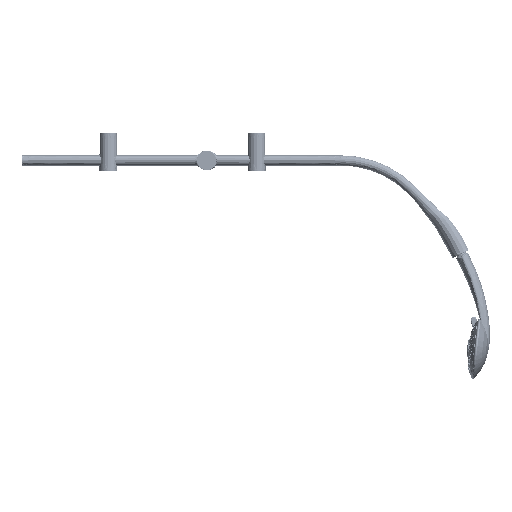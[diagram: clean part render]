
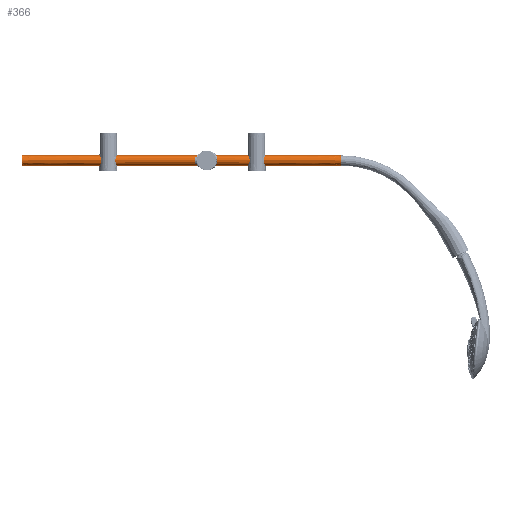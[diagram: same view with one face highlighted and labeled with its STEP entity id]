
A CAD part, top view. The second image highlights one B-rep face of the part: STEP entity #366.
In plain terms, the highlighted free-form (B-spline) face has degree [3, 3] with [9, 4] control points.
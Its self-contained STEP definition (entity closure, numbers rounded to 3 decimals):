
#18=CARTESIAN_POINT('',(0.,10.3,0.));
#19=CARTESIAN_POINT('',(0.,10.3,2.69));
#20=CARTESIAN_POINT('',(0.,8.071,8.071));
#21=CARTESIAN_POINT('',(0.,0.,11.414));
#22=CARTESIAN_POINT('',(0.,-8.071,8.071));
#23=CARTESIAN_POINT('',(0.,-10.3,2.69));
#24=CARTESIAN_POINT('',(0.,-10.3,0.));
#63=DIRECTION('',(-1.,0.,0.));
#64=VECTOR('',#63,645.);
#65=CARTESIAN_POINT('',(645.,-10.3,0.));
#66=LINE('',#65,#64);
#70=DIRECTION('',(-1.,0.,0.));
#71=VECTOR('',#70,645.);
#72=CARTESIAN_POINT('',(645.,10.3,0.));
#73=LINE('',#72,#71);
#96=CARTESIAN_POINT('',(645.,-10.3,0.));
#97=CARTESIAN_POINT('',(645.,-10.3,2.69));
#98=CARTESIAN_POINT('',(645.,-8.071,8.071));
#99=CARTESIAN_POINT('',(645.,0.,11.414));
#100=CARTESIAN_POINT('',(645.,8.071,8.071));
#101=CARTESIAN_POINT('',(645.,10.3,2.69));
#102=CARTESIAN_POINT('',(645.,10.3,0.));
#283=VERTEX_POINT('',#18);
#284=VERTEX_POINT('',#24);
#287=CARTESIAN_POINT('',(645.,10.3,0.));
#288=VERTEX_POINT('',#287);
#289=VERTEX_POINT('',#96);
#320=CARTESIAN_POINT('',(-6.45,10.295,-0.323));
#321=CARTESIAN_POINT('',(212.85,10.295,-0.323));
#322=CARTESIAN_POINT('',(432.15,10.295,-0.323));
#323=CARTESIAN_POINT('',(651.45,10.295,-0.323));
#324=CARTESIAN_POINT('',(-6.45,10.298,-0.215));
#325=CARTESIAN_POINT('',(212.85,10.298,-0.215));
#326=CARTESIAN_POINT('',(432.15,10.298,-0.215));
#327=CARTESIAN_POINT('',(651.45,10.298,-0.215));
#328=CARTESIAN_POINT('',(-6.45,10.345,2.583));
#329=CARTESIAN_POINT('',(212.85,10.345,2.583));
#330=CARTESIAN_POINT('',(432.15,10.345,2.583));
#331=CARTESIAN_POINT('',(651.45,10.345,2.583));
#332=CARTESIAN_POINT('',(-6.45,8.071,8.071));
#333=CARTESIAN_POINT('',(212.85,8.071,8.071));
#334=CARTESIAN_POINT('',(432.15,8.071,8.071));
#335=CARTESIAN_POINT('',(651.45,8.071,8.071));
#336=CARTESIAN_POINT('',(-6.45,0.,11.414));
#337=CARTESIAN_POINT('',(212.85,0.,11.414));
#338=CARTESIAN_POINT('',(432.15,0.,11.414));
#339=CARTESIAN_POINT('',(651.45,0.,11.414));
#340=CARTESIAN_POINT('',(-6.45,-8.071,8.071));
#341=CARTESIAN_POINT('',(212.85,-8.071,8.071));
#342=CARTESIAN_POINT('',(432.15,-8.071,8.071));
#343=CARTESIAN_POINT('',(651.45,-8.071,8.071));
#344=CARTESIAN_POINT('',(-6.45,-10.345,2.583));
#345=CARTESIAN_POINT('',(212.85,-10.345,2.583));
#346=CARTESIAN_POINT('',(432.15,-10.345,2.583));
#347=CARTESIAN_POINT('',(651.45,-10.345,2.583));
#348=CARTESIAN_POINT('',(-6.45,-10.298,-0.215));
#349=CARTESIAN_POINT('',(212.85,-10.298,-0.215));
#350=CARTESIAN_POINT('',(432.15,-10.298,
-0.215));
#351=CARTESIAN_POINT('',(651.45,-10.298,-0.215));
#352=CARTESIAN_POINT('',(-6.45,-10.295,-0.323));
#353=CARTESIAN_POINT('',(212.85,-10.295,-0.323));
#354=CARTESIAN_POINT('',(432.15,-10.295,
-0.323));
#355=CARTESIAN_POINT('',(651.45,-10.295,-0.323));
#356=B_SPLINE_SURFACE_WITH_KNOTS('',3,3,((#320,#321,#322,#323),(#324,#325,#326,
#327),(#328,#329,#330,#331),(#332,#333,#334,#335),(#336,#337,#338,#339),(#340,
#341,#342,#343),(#344,#345,#346,#347),(#348,#349,#350,#351),(#352,#353,#354,
#355)),.UNSPECIFIED.,.F.,.F.,.F.,(4,1,1,1,1,1,4),(4,4),(-0.005,0.,
0.125,0.25,0.375,0.5,0.505),(-0.01,1.01),.UNSPECIFIED.);
#357=ORIENTED_EDGE('',*,*,#307,.F.);
#359=ORIENTED_EDGE('',*,*,#358,.F.);
#361=ORIENTED_EDGE('',*,*,#360,.F.);
#363=ORIENTED_EDGE('',*,*,#362,.T.);
#364=EDGE_LOOP('',(#357,#359,#361,#363));
#365=FACE_OUTER_BOUND('',#364,.F.);
#366=ADVANCED_FACE('',(#365),#356,.T.);
#25=B_SPLINE_CURVE_WITH_KNOTS('',3,(#18,#19,#20,#21,#22,#23,#24),.UNSPECIFIED.,
.F.,.F.,(4,1,1,1,4),(0.,0.25,0.5,0.75,1.),.UNSPECIFIED.);
#103=B_SPLINE_CURVE_WITH_KNOTS('',3,(#96,#97,#98,#99,#100,#101,#102),
.UNSPECIFIED.,.F.,.F.,(4,1,1,1,4),(0.,0.25,0.5,
0.75,1.),.UNSPECIFIED.);
#307=EDGE_CURVE('',#283,#284,#25,.T.);
#358=EDGE_CURVE('',#288,#283,#73,.T.);
#360=EDGE_CURVE('',#289,#288,#103,.T.);
#362=EDGE_CURVE('',#289,#284,#66,.T.);
